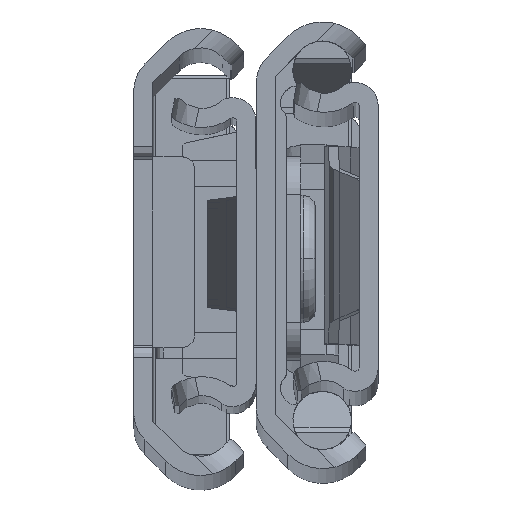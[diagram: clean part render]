
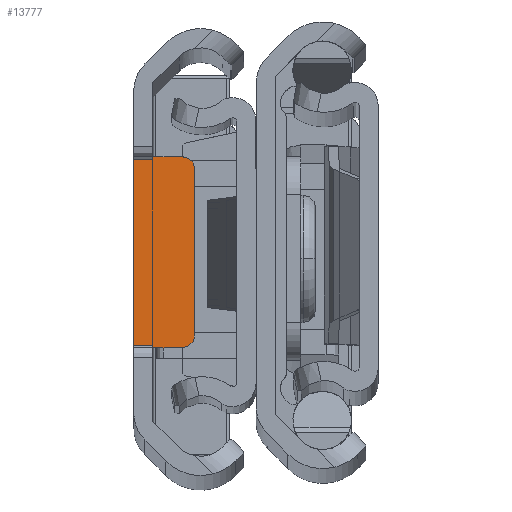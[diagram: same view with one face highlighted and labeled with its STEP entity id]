
A CAD part, top view. The second image highlights one B-rep face of the part: STEP entity #13777.
In plain terms, the highlighted planar face has unit normal (0, 0, 1).
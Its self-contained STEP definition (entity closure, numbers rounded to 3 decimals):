
#112 = VERTEX_POINT ( 'NONE', #8506 ) ;
#152 = EDGE_CURVE ( 'NONE', #17367, #3597, #12104, .T. ) ;
#309 = CARTESIAN_POINT ( 'NONE',  ( -1.5, 7.5, -4. ) ) ;
#562 = DIRECTION ( 'NONE',  ( 0., -1., 0. ) ) ;
#877 = VERTEX_POINT ( 'NONE', #19930 ) ;
#917 = VERTEX_POINT ( 'NONE', #8806 ) ;
#945 = DIRECTION ( 'NONE',  ( 0., 1., 0. ) ) ;
#1082 = AXIS2_PLACEMENT_3D ( 'NONE', #2294, #14918, #945 ) ;
#1099 = CIRCLE ( 'NONE', #1082, 1. ) ;
#1476 = LINE ( 'NONE', #7584, #6697 ) ;
#1802 = VERTEX_POINT ( 'NONE', #2818 ) ;
#2294 = CARTESIAN_POINT ( 'NONE',  ( 2.3, 6.5, -4. ) ) ;
#2443 = CARTESIAN_POINT ( 'NONE',  ( -1.5, 7.5, -4. ) ) ;
#2596 = DIRECTION ( 'NONE',  ( 0., 1., 0. ) ) ;
#2818 = CARTESIAN_POINT ( 'NONE',  ( 0., 7.5, -4. ) ) ;
#2923 = DIRECTION ( 'NONE',  ( 1., 0., 0. ) ) ;
#3005 = EDGE_CURVE ( 'NONE', #3597, #1802, #1476, .T. ) ;
#3201 = CARTESIAN_POINT ( 'NONE',  ( -1.5, -7.5, -4. ) ) ;
#3576 = DIRECTION ( 'NONE',  ( 1., 0., 0. ) ) ;
#3590 = CARTESIAN_POINT ( 'NONE',  ( 2.3, -6.5, -4. ) ) ;
#3597 = VERTEX_POINT ( 'NONE', #309 ) ;
#4260 = LINE ( 'NONE', #18495, #11370 ) ;
#4361 = DIRECTION ( 'NONE',  ( -1., 0., 0. ) ) ;
#4517 = VECTOR ( 'NONE', #3576, 1000. ) ;
#4832 = VECTOR ( 'NONE', #17141, 1000. ) ;
#5110 = ORIENTED_EDGE ( 'NONE', *, *, #6590, .F. ) ;
#5647 = PLANE ( 'NONE',  #12616 ) ;
#6004 = AXIS2_PLACEMENT_3D ( 'NONE', #3590, #14146, #6286 ) ;
#6056 = EDGE_CURVE ( 'NONE', #15008, #112, #12597, .T. ) ;
#6176 = EDGE_CURVE ( 'NONE', #17367, #112, #17720, .T. ) ;
#6286 = DIRECTION ( 'NONE',  ( 0., 1., 0. ) ) ;
#6590 = EDGE_CURVE ( 'NONE', #917, #877, #6650, .T. ) ;
#6650 = LINE ( 'NONE', #14728, #9153 ) ;
#6697 = VECTOR ( 'NONE', #2923, 1000. ) ;
#7444 = CARTESIAN_POINT ( 'NONE',  ( 3.3, -7.5, -4. ) ) ;
#7584 = CARTESIAN_POINT ( 'NONE',  ( -1.5, 7.5, -4. ) ) ;
#8347 = ORIENTED_EDGE ( 'NONE', *, *, #152, .F. ) ;
#8506 = CARTESIAN_POINT ( 'NONE',  ( 0., -7.5, -4. ) ) ;
#8806 = CARTESIAN_POINT ( 'NONE',  ( 3.3, 6.5, -4. ) ) ;
#9153 = VECTOR ( 'NONE', #562, 1000. ) ;
#10371 = CARTESIAN_POINT ( 'NONE',  ( -1.5, 7.5, -4. ) ) ;
#10580 = ORIENTED_EDGE ( 'NONE', *, *, #19610, .T. ) ;
#10931 = VERTEX_POINT ( 'NONE', #12728 ) ;
#11370 = VECTOR ( 'NONE', #4361, 1000. ) ;
#11631 = CIRCLE ( 'NONE', #6004, 1. ) ;
#11691 = ORIENTED_EDGE ( 'NONE', *, *, #6056, .F. ) ;
#12104 = LINE ( 'NONE', #10371, #17586 ) ;
#12166 = ORIENTED_EDGE ( 'NONE', *, *, #6176, .T. ) ;
#12437 = ORIENTED_EDGE ( 'NONE', *, *, #16185, .T. ) ;
#12597 = LINE ( 'NONE', #7444, #4832 ) ;
#12616 = AXIS2_PLACEMENT_3D ( 'NONE', #2443, #14765, #13309 ) ;
#12728 = CARTESIAN_POINT ( 'NONE',  ( 2.3, 7.5, -4. ) ) ;
#13309 = DIRECTION ( 'NONE',  ( 0., 1., 0. ) ) ;
#13690 = EDGE_CURVE ( 'NONE', #15008, #877, #11631, .T. ) ;
#13777 = ADVANCED_FACE ( 'NONE', ( #16300 ), #5647, .F. ) ;
#14146 = DIRECTION ( 'NONE',  ( 0., 0., 1. ) ) ;
#14728 = CARTESIAN_POINT ( 'NONE',  ( 3.3, -7.5, -4. ) ) ;
#14765 = DIRECTION ( 'NONE',  ( 0., 0., -1. ) ) ;
#14918 = DIRECTION ( 'NONE',  ( 0., 0., 1. ) ) ;
#15008 = VERTEX_POINT ( 'NONE', #15898 ) ;
#15898 = CARTESIAN_POINT ( 'NONE',  ( 2.3, -7.5, -4. ) ) ;
#16000 = CARTESIAN_POINT ( 'NONE',  ( -1.5, -7.5, -4. ) ) ;
#16185 = EDGE_CURVE ( 'NONE', #10931, #1802, #4260, .T. ) ;
#16300 = FACE_OUTER_BOUND ( 'NONE', #20207, .T. ) ;
#17141 = DIRECTION ( 'NONE',  ( -1., 0., 0. ) ) ;
#17367 = VERTEX_POINT ( 'NONE', #16000 ) ;
#17586 = VECTOR ( 'NONE', #2596, 1000. ) ;
#17720 = LINE ( 'NONE', #3201, #4517 ) ;
#18278 = ORIENTED_EDGE ( 'NONE', *, *, #3005, .F. ) ;
#18495 = CARTESIAN_POINT ( 'NONE',  ( 3.3, 7.5, -4. ) ) ;
#19480 = ORIENTED_EDGE ( 'NONE', *, *, #13690, .T. ) ;
#19610 = EDGE_CURVE ( 'NONE', #917, #10931, #1099, .T. ) ;
#19930 = CARTESIAN_POINT ( 'NONE',  ( 3.3, -6.5, -4. ) ) ;
#20207 = EDGE_LOOP ( 'NONE', ( #5110, #10580, #12437, #18278, #8347, #12166, #11691, #19480 ) ) ;
